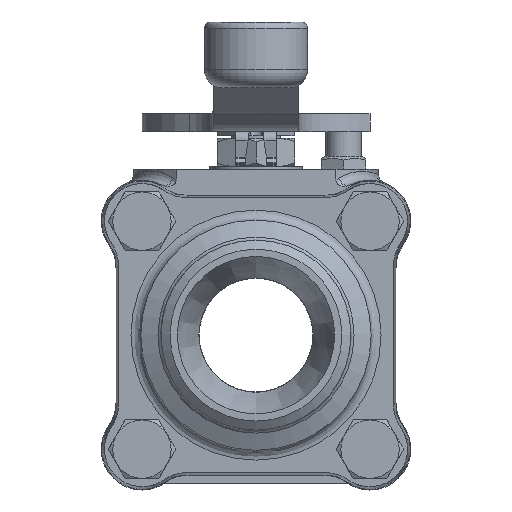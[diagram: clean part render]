
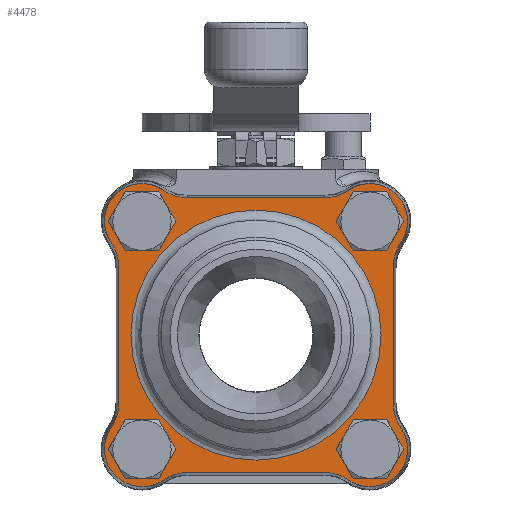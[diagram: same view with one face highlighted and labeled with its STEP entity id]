
A CAD part, front view. The second image highlights one B-rep face of the part: STEP entity #4478.
In plain terms, the highlighted face is planar.
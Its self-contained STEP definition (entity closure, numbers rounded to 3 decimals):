
#3905=CARTESIAN_POINT('',(32.288,10.125,-20.646));
#3906=VERTEX_POINT('',#3905);
#3913=CARTESIAN_POINT('',(30.619,10.125,-15.29));
#3914=VERTEX_POINT('',#3913);
#3915=CARTESIAN_POINT('',(40.05,10.125,-15.29));
#3916=DIRECTION('',(0.0,1.0,0.0));
#3917=DIRECTION('',(-0.823,0.0,-0.568));
#3918=AXIS2_PLACEMENT_3D('',#3915,#3916,#3917);
#3919=CIRCLE('',#3918,9.431);
#3920=EDGE_CURVE('',#3906,#3914,#3919,.T.);
#3937=CARTESIAN_POINT('',(20.646,10.125,-32.288));
#3938=VERTEX_POINT('',#3937);
#3945=CARTESIAN_POINT('',(25.4,10.125,-25.4));
#3946=DIRECTION('',(0.0,-1.0,0.0));
#3947=DIRECTION('',(-0.823,0.0,-0.568));
#3948=AXIS2_PLACEMENT_3D('',#3945,#3946,#3947);
#3949=CIRCLE('',#3948,8.369);
#3950=EDGE_CURVE('',#3938,#3906,#3949,.T.);
#3962=CARTESIAN_POINT('',(15.29,10.125,-30.619));
#3963=VERTEX_POINT('',#3962);
#3970=CARTESIAN_POINT('',(15.29,10.125,-40.05));
#3971=DIRECTION('',(0.0,1.0,0.0));
#3972=DIRECTION('',(0.0,0.0,1.0));
#3973=AXIS2_PLACEMENT_3D('',#3970,#3971,#3972);
#3974=CIRCLE('',#3973,9.431);
#3975=EDGE_CURVE('',#3963,#3938,#3974,.T.);
#3987=CARTESIAN_POINT('',(-15.29,10.125,-30.619));
#3988=VERTEX_POINT('',#3987);
#3995=CARTESIAN_POINT('',(-15.29,10.125,-30.619));
#3996=DIRECTION('',(1.0,0.0,0.0));
#3997=VECTOR('',#3996,30.579);
#3998=LINE('',#3995,#3997);
#3999=EDGE_CURVE('',#3988,#3963,#3998,.T.);
#4011=CARTESIAN_POINT('',(-20.646,10.125,-32.288));
#4012=VERTEX_POINT('',#4011);
#4019=CARTESIAN_POINT('',(-15.29,10.125,-40.05));
#4020=DIRECTION('',(0.0,1.0,0.0));
#4021=DIRECTION('',(-0.568,0.0,0.823));
#4022=AXIS2_PLACEMENT_3D('',#4019,#4020,#4021);
#4023=CIRCLE('',#4022,9.431);
#4024=EDGE_CURVE('',#4012,#3988,#4023,.T.);
#4036=CARTESIAN_POINT('',(-32.288,10.125,-20.646));
#4037=VERTEX_POINT('',#4036);
#4044=CARTESIAN_POINT('',(-25.4,10.125,-25.4));
#4045=DIRECTION('',(0.0,-1.,0.0));
#4046=DIRECTION('',(-0.568,0.0,0.823));
#4047=AXIS2_PLACEMENT_3D('',#4044,#4045,#4046);
#4048=CIRCLE('',#4047,8.369);
#4049=EDGE_CURVE('',#4037,#4012,#4048,.T.);
#4061=CARTESIAN_POINT('',(-30.619,10.125,-15.29));
#4062=VERTEX_POINT('',#4061);
#4069=CARTESIAN_POINT('',(-40.05,10.125,-15.29));
#4070=DIRECTION('',(0.0,1.0,0.0));
#4071=DIRECTION('',(1.0,0.0,0.0));
#4072=AXIS2_PLACEMENT_3D('',#4069,#4070,#4071);
#4073=CIRCLE('',#4072,9.431);
#4074=EDGE_CURVE('',#4062,#4037,#4073,.T.);
#4086=CARTESIAN_POINT('',(-30.619,10.125,15.29));
#4087=VERTEX_POINT('',#4086);
#4094=CARTESIAN_POINT('',(-30.619,10.125,15.29));
#4095=DIRECTION('',(0.0,0.0,-1.0));
#4096=VECTOR('',#4095,30.579);
#4097=LINE('',#4094,#4096);
#4098=EDGE_CURVE('',#4087,#4062,#4097,.T.);
#4324=CARTESIAN_POINT('',(0.,10.125,-27.85));
#4325=VERTEX_POINT('',#4324);
#4326=CARTESIAN_POINT('',(0.0,10.125,0.0));
#4327=DIRECTION('',(0.0,1.0,0.0));
#4328=DIRECTION('',(0.0,0.0,1.0));
#4329=AXIS2_PLACEMENT_3D('',#4326,#4327,#4328);
#4330=CIRCLE('',#4329,27.85);
#4331=EDGE_CURVE('',#4325,#4325,#4330,.T.);
#4348=CARTESIAN_POINT('',(0.0,10.125,0.));
#4349=DIRECTION('',(0.0,1.0,0.0));
#4350=DIRECTION('',(0.0,0.0,1.0));
#4351=AXIS2_PLACEMENT_3D('',#4348,#4349,#4350);
#4352=PLANE('',#4351);
#4353=CARTESIAN_POINT('',(-32.288,10.125,20.646));
#4354=VERTEX_POINT('',#4353);
#4355=CARTESIAN_POINT('',(-40.05,10.125,15.29));
#4356=DIRECTION('',(0.0,1.0,0.0));
#4357=DIRECTION('',(0.823,0.0,0.568));
#4358=AXIS2_PLACEMENT_3D('',#4355,#4356,#4357);
#4359=CIRCLE('',#4358,9.431);
#4360=EDGE_CURVE('',#4354,#4087,#4359,.T.);
#4361=ORIENTED_EDGE('',*,*,#4360,.F.);
#4362=CARTESIAN_POINT('',(-20.646,10.125,32.288));
#4363=VERTEX_POINT('',#4362);
#4364=CARTESIAN_POINT('',(-25.4,10.125,25.4));
#4365=DIRECTION('',(0.0,-1.,0.0));
#4366=DIRECTION('',(0.823,0.0,0.568));
#4367=AXIS2_PLACEMENT_3D('',#4364,#4365,#4366);
#4368=CIRCLE('',#4367,8.369);
#4369=EDGE_CURVE('',#4363,#4354,#4368,.T.);
#4370=ORIENTED_EDGE('',*,*,#4369,.F.);
#4371=CARTESIAN_POINT('',(-15.29,10.125,30.619));
#4372=VERTEX_POINT('',#4371);
#4373=CARTESIAN_POINT('',(-15.29,10.125,40.05));
#4374=DIRECTION('',(0.0,1.0,0.0));
#4375=DIRECTION('',(0.0,0.0,-1.0));
#4376=AXIS2_PLACEMENT_3D('',#4373,#4374,#4375);
#4377=CIRCLE('',#4376,9.431);
#4378=EDGE_CURVE('',#4372,#4363,#4377,.T.);
#4379=ORIENTED_EDGE('',*,*,#4378,.F.);
#4380=CARTESIAN_POINT('',(15.29,10.125,30.619));
#4381=VERTEX_POINT('',#4380);
#4382=CARTESIAN_POINT('',(15.29,10.125,30.619));
#4383=DIRECTION('',(-1.0,0.0,0.0));
#4384=VECTOR('',#4383,30.579);
#4385=LINE('',#4382,#4384);
#4386=EDGE_CURVE('',#4381,#4372,#4385,.T.);
#4387=ORIENTED_EDGE('',*,*,#4386,.F.);
#4388=CARTESIAN_POINT('',(20.646,10.125,32.288));
#4389=VERTEX_POINT('',#4388);
#4390=CARTESIAN_POINT('',(15.29,10.125,40.05));
#4391=DIRECTION('',(0.0,1.,0.0));
#4392=DIRECTION('',(0.568,0.0,-0.823));
#4393=AXIS2_PLACEMENT_3D('',#4390,#4391,#4392);
#4394=CIRCLE('',#4393,9.431);
#4395=EDGE_CURVE('',#4389,#4381,#4394,.T.);
#4396=ORIENTED_EDGE('',*,*,#4395,.F.);
#4397=CARTESIAN_POINT('',(32.288,10.125,20.646));
#4398=VERTEX_POINT('',#4397);
#4399=CARTESIAN_POINT('',(25.4,10.125,25.4));
#4400=DIRECTION('',(0.0,-1.,0.0));
#4401=DIRECTION('',(0.568,0.0,-0.823));
#4402=AXIS2_PLACEMENT_3D('',#4399,#4400,#4401);
#4403=CIRCLE('',#4402,8.369);
#4404=EDGE_CURVE('',#4398,#4389,#4403,.T.);
#4405=ORIENTED_EDGE('',*,*,#4404,.F.);
#4406=CARTESIAN_POINT('',(30.619,10.125,15.29));
#4407=VERTEX_POINT('',#4406);
#4408=CARTESIAN_POINT('',(40.05,10.125,15.29));
#4409=DIRECTION('',(0.0,1.0,0.0));
#4410=DIRECTION('',(-1.0,0.0,0.0));
#4411=AXIS2_PLACEMENT_3D('',#4408,#4409,#4410);
#4412=CIRCLE('',#4411,9.431);
#4413=EDGE_CURVE('',#4407,#4398,#4412,.T.);
#4414=ORIENTED_EDGE('',*,*,#4413,.F.);
#4415=CARTESIAN_POINT('',(30.619,10.125,-15.29));
#4416=DIRECTION('',(0.0,0.0,1.0));
#4417=VECTOR('',#4416,30.579);
#4418=LINE('',#4415,#4417);
#4419=EDGE_CURVE('',#3914,#4407,#4418,.T.);
#4420=ORIENTED_EDGE('',*,*,#4419,.F.);
#4421=ORIENTED_EDGE('',*,*,#3920,.F.);
#4422=ORIENTED_EDGE('',*,*,#3950,.F.);
#4423=ORIENTED_EDGE('',*,*,#3975,.F.);
#4424=ORIENTED_EDGE('',*,*,#3999,.F.);
#4425=ORIENTED_EDGE('',*,*,#4024,.F.);
#4426=ORIENTED_EDGE('',*,*,#4049,.F.);
#4427=ORIENTED_EDGE('',*,*,#4074,.F.);
#4428=ORIENTED_EDGE('',*,*,#4098,.F.);
#4429=EDGE_LOOP('',(#4361,#4370,#4379,#4387,#4396,#4405,#4414,#4420,#4421,#4422,#4423,#4424,#4425,#4426,#4427,#4428));
#4430=FACE_OUTER_BOUND('',#4429,.T.);
#4431=CARTESIAN_POINT('',(-29.65,10.125,25.4));
#4432=VERTEX_POINT('',#4431);
#4433=CARTESIAN_POINT('',(-25.4,10.125,25.4));
#4434=DIRECTION('',(0.0,-1.0,0.0));
#4435=DIRECTION('',(1.0,0.0,0.0));
#4436=AXIS2_PLACEMENT_3D('',#4433,#4434,#4435);
#4437=CIRCLE('',#4436,4.25);
#4438=EDGE_CURVE('',#4432,#4432,#4437,.T.);
#4439=ORIENTED_EDGE('',*,*,#4438,.T.);
#4440=EDGE_LOOP('',(#4439));
#4441=FACE_BOUND('',#4440,.T.);
#4442=CARTESIAN_POINT('',(25.4,10.125,29.65));
#4443=VERTEX_POINT('',#4442);
#4444=CARTESIAN_POINT('',(25.4,10.125,25.4));
#4445=DIRECTION('',(0.0,-1.0,0.0));
#4446=DIRECTION('',(0.0,0.0,-1.0));
#4447=AXIS2_PLACEMENT_3D('',#4444,#4445,#4446);
#4448=CIRCLE('',#4447,4.25);
#4449=EDGE_CURVE('',#4443,#4443,#4448,.T.);
#4450=ORIENTED_EDGE('',*,*,#4449,.T.);
#4451=EDGE_LOOP('',(#4450));
#4452=FACE_BOUND('',#4451,.T.);
#4453=CARTESIAN_POINT('',(29.65,10.125,-25.4));
#4454=VERTEX_POINT('',#4453);
#4455=CARTESIAN_POINT('',(25.4,10.125,-25.4));
#4456=DIRECTION('',(0.0,-1.0,0.0));
#4457=DIRECTION('',(-1.0,0.0,0.0));
#4458=AXIS2_PLACEMENT_3D('',#4455,#4456,#4457);
#4459=CIRCLE('',#4458,4.25);
#4460=EDGE_CURVE('',#4454,#4454,#4459,.T.);
#4461=ORIENTED_EDGE('',*,*,#4460,.T.);
#4462=EDGE_LOOP('',(#4461));
#4463=FACE_BOUND('',#4462,.T.);
#4464=CARTESIAN_POINT('',(-25.4,10.125,-29.65));
#4465=VERTEX_POINT('',#4464);
#4466=CARTESIAN_POINT('',(-25.4,10.125,-25.4));
#4467=DIRECTION('',(0.0,-1.0,0.0));
#4468=DIRECTION('',(0.0,0.0,1.0));
#4469=AXIS2_PLACEMENT_3D('',#4466,#4467,#4468);
#4470=CIRCLE('',#4469,4.25);
#4471=EDGE_CURVE('',#4465,#4465,#4470,.T.);
#4472=ORIENTED_EDGE('',*,*,#4471,.T.);
#4473=EDGE_LOOP('',(#4472));
#4474=FACE_BOUND('',#4473,.T.);
#4475=ORIENTED_EDGE('',*,*,#4331,.F.);
#4476=EDGE_LOOP('',(#4475));
#4477=FACE_BOUND('',#4476,.T.);
#4478=ADVANCED_FACE('',(#4430,#4441,#4452,#4463,#4474,#4477),#4352,.T.);
